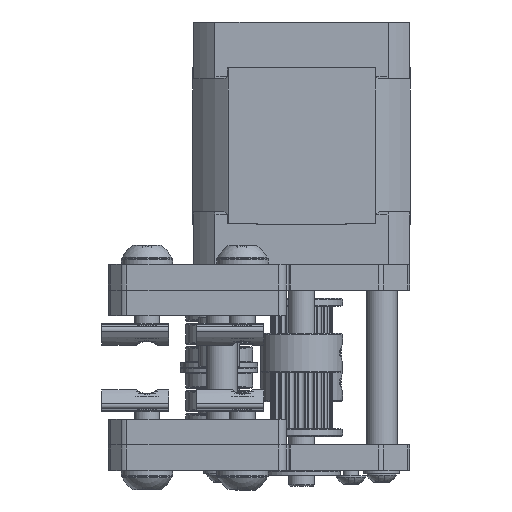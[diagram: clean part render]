
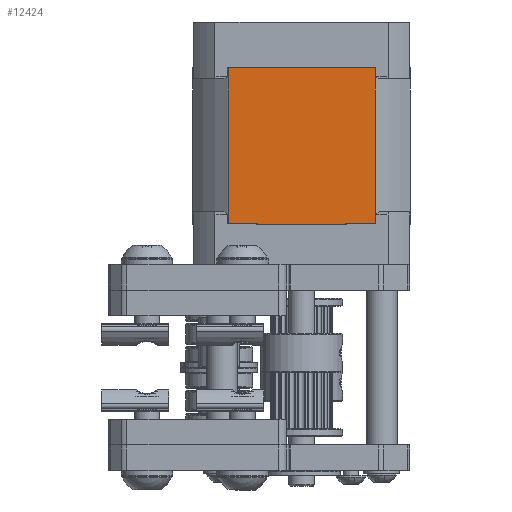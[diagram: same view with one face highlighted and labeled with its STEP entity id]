
A CAD part, left-side view. The second image highlights one B-rep face of the part: STEP entity #12424.
In plain terms, the highlighted face is planar.
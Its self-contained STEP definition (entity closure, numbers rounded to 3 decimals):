
#1182=PLANE('',#14143);
#1850=FACE_OUTER_BOUND('',#2646,.T.);
#2646=EDGE_LOOP('',(#11098,#11099,#11100,#11101,#11102,#11103,#11104,#11105,
#11106,#11107,#11108,#11109));
#3447=LINE('',#23101,#4337);
#3453=LINE('',#23131,#4343);
#3465=LINE('',#23169,#4355);
#3467=LINE('',#23174,#4357);
#3469=LINE('',#23180,#4359);
#3527=LINE('',#23386,#4417);
#3528=LINE('',#23391,#4418);
#3529=LINE('',#23395,#4419);
#3531=LINE('',#23403,#4421);
#3533=LINE('',#23407,#4423);
#3534=LINE('',#23409,#4424);
#3543=LINE('',#23440,#4433);
#4337=VECTOR('',#17577,5.724);
#4343=VECTOR('',#17601,30.2);
#4355=VECTOR('',#17641,0.1);
#4357=VECTOR('',#17645,5.724);
#4359=VECTOR('',#17651,0.1);
#4417=VECTOR('',#17849,30.2);
#4418=VECTOR('',#17856,17.012);
#4419=VECTOR('',#17861,0.1);
#4421=VECTOR('',#17867,0.1);
#4423=VECTOR('',#17873,5.724);
#4424=VECTOR('',#17876,5.724);
#4433=VECTOR('',#17911,17.012);
#6149=VERTEX_POINT('',#23098);
#6150=VERTEX_POINT('',#23100);
#6159=VERTEX_POINT('',#23130);
#6171=VERTEX_POINT('',#23167);
#6173=VERTEX_POINT('',#23173);
#6175=VERTEX_POINT('',#23179);
#6240=VERTEX_POINT('',#23383);
#6241=VERTEX_POINT('',#23385);
#6242=VERTEX_POINT('',#23389);
#6243=VERTEX_POINT('',#23393);
#6246=VERTEX_POINT('',#23400);
#6247=VERTEX_POINT('',#23402);
#7749=EDGE_CURVE('',#6149,#6150,#3447,.T.);
#7762=EDGE_CURVE('',#6150,#6159,#3453,.T.);
#7782=EDGE_CURVE('',#6149,#6171,#3465,.T.);
#7784=EDGE_CURVE('',#6159,#6173,#3467,.T.);
#7787=EDGE_CURVE('',#6175,#6173,#3469,.T.);
#7884=EDGE_CURVE('',#6241,#6240,#3527,.T.);
#7887=EDGE_CURVE('',#6171,#6242,#3528,.T.);
#7889=EDGE_CURVE('',#6242,#6243,#3529,.T.);
#7892=EDGE_CURVE('',#6247,#6246,#3531,.T.);
#7895=EDGE_CURVE('',#6240,#6247,#3533,.T.);
#7896=EDGE_CURVE('',#6243,#6241,#3534,.T.);
#7911=EDGE_CURVE('',#6246,#6175,#3543,.T.);
#11098=ORIENTED_EDGE('',*,*,#7887,.T.);
#11099=ORIENTED_EDGE('',*,*,#7889,.T.);
#11100=ORIENTED_EDGE('',*,*,#7896,.T.);
#11101=ORIENTED_EDGE('',*,*,#7884,.T.);
#11102=ORIENTED_EDGE('',*,*,#7895,.T.);
#11103=ORIENTED_EDGE('',*,*,#7892,.T.);
#11104=ORIENTED_EDGE('',*,*,#7911,.T.);
#11105=ORIENTED_EDGE('',*,*,#7787,.T.);
#11106=ORIENTED_EDGE('',*,*,#7784,.F.);
#11107=ORIENTED_EDGE('',*,*,#7762,.F.);
#11108=ORIENTED_EDGE('',*,*,#7749,.F.);
#11109=ORIENTED_EDGE('',*,*,#7782,.T.);
#12424=ADVANCED_FACE('',(#1850),#1182,.T.);
#14143=AXIS2_PLACEMENT_3D('',#23439,#17909,#17910);
#17577=DIRECTION('',(0.,1.,0.));
#17601=DIRECTION('',(0.,0.,-1.));
#17641=DIRECTION('',(0.,0.,1.));
#17645=DIRECTION('',(0.,-1.,0.));
#17651=DIRECTION('',(0.,0.,1.));
#17849=DIRECTION('',(0.,0.,-1.));
#17856=DIRECTION('',(0.,-1.,0.));
#17861=DIRECTION('',(0.,0.,-1.));
#17867=DIRECTION('',(0.,0.,-1.));
#17873=DIRECTION('',(0.,1.,0.));
#17876=DIRECTION('',(0.,-1.,0.));
#17909=DIRECTION('center_axis',(1.,0.,0.));
#17910=DIRECTION('ref_axis',(0.,0.,
-1.));
#17911=DIRECTION('',(0.,1.,0.));
#23098=CARTESIAN_POINT('',(21.1,8.506,10.66));
#23100=CARTESIAN_POINT('',(21.1,14.23,10.66));
#23101=CARTESIAN_POINT('',(21.1,8.506,10.66));
#23130=CARTESIAN_POINT('',(21.1,14.23,-19.54));
#23131=CARTESIAN_POINT('',(21.1,14.23,10.66));
#23167=CARTESIAN_POINT('',(21.1,8.506,10.76));
#23169=CARTESIAN_POINT('',(21.1,8.506,10.66));
#23173=CARTESIAN_POINT('',(21.1,8.506,-19.54));
#23174=CARTESIAN_POINT('',(21.1,14.23,-19.54));
#23179=CARTESIAN_POINT('',(21.1,8.506,-19.64));
#23180=CARTESIAN_POINT('',(21.1,8.506,-19.64));
#23383=CARTESIAN_POINT('',(21.1,-14.23,-19.54));
#23385=CARTESIAN_POINT('',(21.1,-14.23,10.66));
#23386=CARTESIAN_POINT('',(21.1,-14.23,10.66));
#23389=CARTESIAN_POINT('',(21.1,-8.506,10.76));
#23391=CARTESIAN_POINT('',(21.1,8.506,10.76));
#23393=CARTESIAN_POINT('',(21.1,-8.506,10.66));
#23395=CARTESIAN_POINT('',(21.1,-8.506,10.76));
#23400=CARTESIAN_POINT('',(21.1,-8.506,-19.64));
#23402=CARTESIAN_POINT('',(21.1,-8.506,-19.54));
#23403=CARTESIAN_POINT('',(21.1,-8.506,-19.54));
#23407=CARTESIAN_POINT('',(21.1,-14.23,-19.54));
#23409=CARTESIAN_POINT('',(21.1,-8.506,10.66));
#23439=CARTESIAN_POINT('Origin',(21.1,-14.231,10.761));
#23440=CARTESIAN_POINT('',(21.1,-8.506,-19.64));
